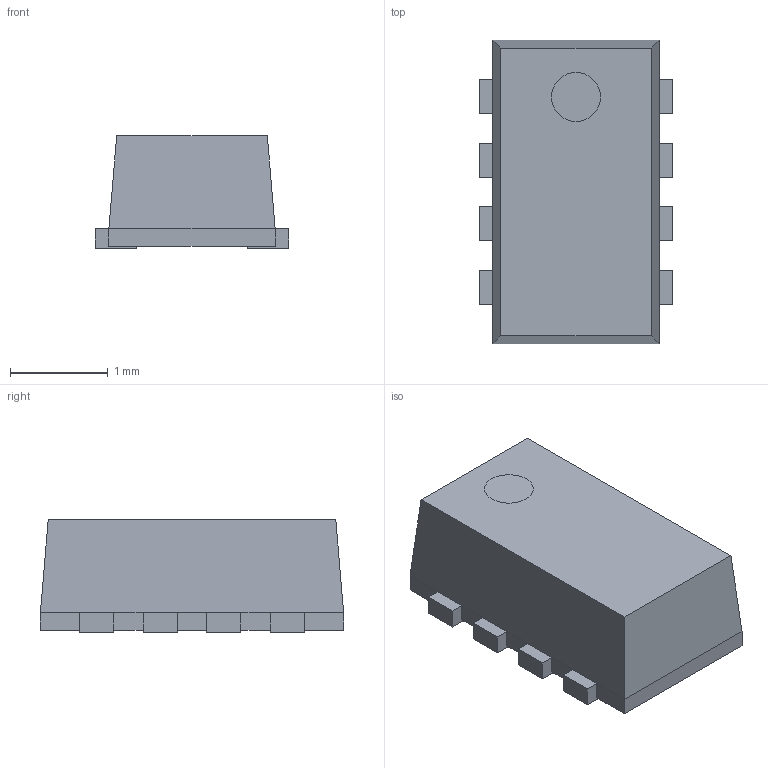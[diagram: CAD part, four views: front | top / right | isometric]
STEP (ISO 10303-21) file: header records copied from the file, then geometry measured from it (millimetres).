
FILE_DESCRIPTION((''),'2;1');
FILE_NAME('SOTFL65P190X110-8N.stp','2012-03-21T10:47:43',(''),(''),'Mechanical Desktop 2011','Mechanical Desktop 2011',', , ');
FILE_SCHEMA(('AUTOMOTIVE_DESIGN { 1 2 10303 214 1 1 1 1 }'));
Length unit declared in the file: millimetre
Products named in the file (1): Product
Bounding box: 1.98 x 3.1 x 1.15 mm (x, y, z)
Volume: 5.7 mm3; surface area: 26.6 mm2
Topology: 10 solids, 10 shells, 105 faces, 232 edges, 148 vertices
Faces by surface type: plane 101, cylinder 4
Entity records: 2864 total; most frequent: CARTESIAN_POINT 486, ORIENTED_EDGE 464, DIRECTION 452, EDGE_CURVE 232, VECTOR 224, LINE 224, VERTEX_POINT 148, AXIS2_PLACEMENT_3D 114
